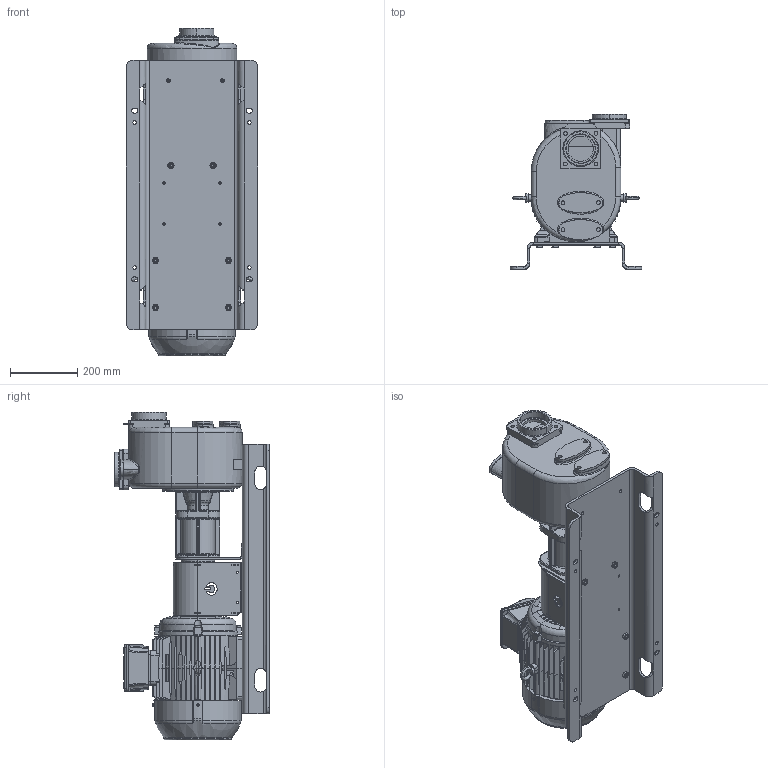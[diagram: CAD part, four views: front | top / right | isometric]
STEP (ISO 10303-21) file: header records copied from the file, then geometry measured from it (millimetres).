
FILE_DESCRIPTION((''),'2;1');
FILE_NAME('S_83_BIT','2018-03-02T17:06:53',('Nicola'),(''),'CREO PARAMETRIC BY PTC INC, 2017110','CREO PARAMETRIC BY PTC INC, 2017110','');
FILE_SCHEMA(('CONFIG_CONTROL_DESIGN'));
Products named in the file (1): S_83_BIT
Bounding box: 390 x 459 x 971 mm (x, y, z)
Volume: 39107719.9 mm3; surface area: 2342437.7 mm2
Topology: 3 solids, 3 shells, 3717 faces, 9487 edges, 6049 vertices
Faces by surface type: plane 2403, cylinder 636, cone 337, bspline 182, torus 144, sphere 9, extrusion 6
Entity records: 141496 total; most frequent: CARTESIAN_POINT 53257, ORIENTED_EDGE 18946, DIRECTION 17047, EDGE_CURVE 9473, VERTEX_POINT 6049, VECTOR 5995, LINE 5989, AXIS2_PLACEMENT_3D 5526
